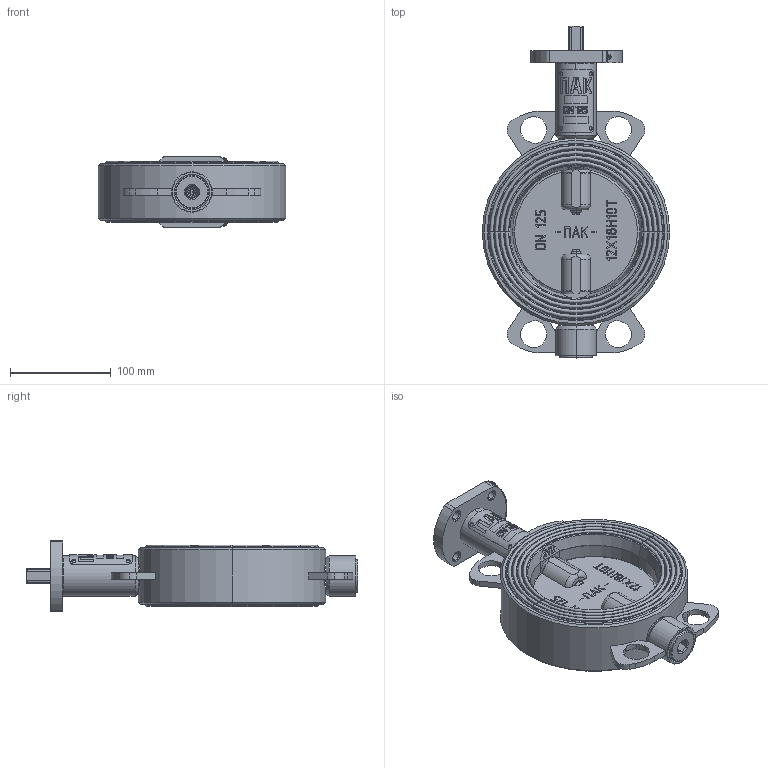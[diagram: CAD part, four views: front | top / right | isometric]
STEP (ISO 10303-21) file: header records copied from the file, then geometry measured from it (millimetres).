
FILE_DESCRIPTION (( 'STEP AP214' ), '1' );
FILE_NAME ('AP1.19.200.01.01.00.000 Ã× 3D-ìîäåëü ñèììåòðè÷íîãî çàòâîð DN125 PN10-16.STEP', '2022-05-30T06:41:43', ( '' ), ( '' ), 'SwSTEP 2.0', 'SolidWorks 2018', '' );
FILE_SCHEMA (( 'AUTOMOTIVE_DESIGN' ));
Length unit declared in the file: millimetre
Products named in the file (2): AP1.19.200.01.01.00.000 Ã×  3D-ìîäåëü ñèììåòðè÷íîãî çàòâîð DN125 PN10-16
Bounding box: 186 x 329.5 x 70 mm (x, y, z)
Surface area: 174273.9 mm2 (no closed solid volume)
Topology: 0 solids, 27 shells, 658 faces, 2635 edges, 1942 vertices
Faces by surface type: plane 231, cylinder 134, torus 114, bspline 103, cone 76
Entity records: 42477 total; most frequent: CARTESIAN_POINT 15467, ORIENTED_EDGE 3854, DIRECTION 3547, EDGE_CURVE 2635, VERTEX_POINT 1942, AXIS2_PLACEMENT_3D 1270, VECTOR 1007, LINE 1007
